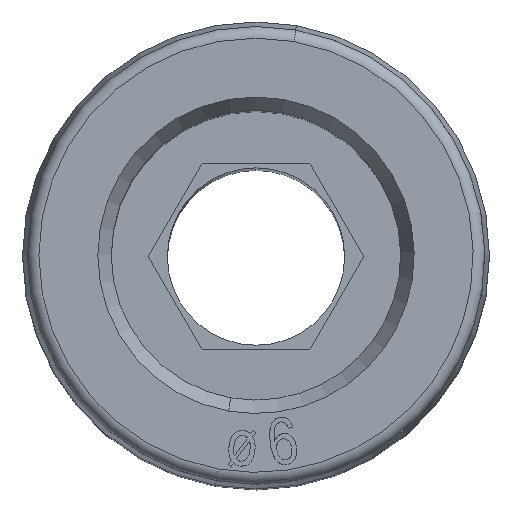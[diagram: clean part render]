
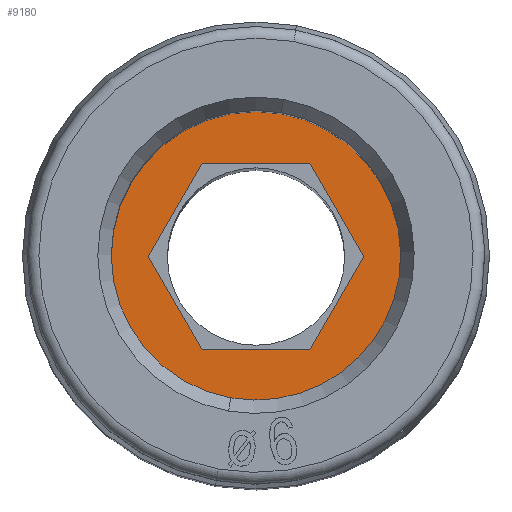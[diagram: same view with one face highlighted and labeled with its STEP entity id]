
A CAD part, top view. The second image highlights one B-rep face of the part: STEP entity #9180.
In plain terms, the highlighted planar face has unit normal (0, 0, 1).
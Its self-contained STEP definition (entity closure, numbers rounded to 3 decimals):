
#8440=CARTESIAN_POINT('',(4.405,3.085,33.5));
#8450=DIRECTION('',(0.,-0.,-1.));
#8460=DIRECTION('',(0.985,-0.174,0.));
#8470=AXIS2_PLACEMENT_3D('',#8440,#8450,#8460);
#8480=PLANE('',#8470);
#8490=CARTESIAN_POINT('',(-2.,0.,33.5));
#8500=DIRECTION('',(0.,-1.,0.));
#8510=VECTOR('',#8500,1.);
#8520=LINE('',#8490,#8510);
#8530=CARTESIAN_POINT('',(-2.,1.155,33.5));
#8540=VERTEX_POINT('',#8530);
#8550=CARTESIAN_POINT('',(-2.,-1.155,33.5));
#8560=VERTEX_POINT('',#8550);
#8570=EDGE_CURVE('',#8540,#8560,#8520,.T.);
#8580=ORIENTED_EDGE('',*,*,#8570,.F.);
#8590=CARTESIAN_POINT('',(0.,-2.309,33.5));
#8600=DIRECTION('',(0.866,-0.5,0.));
#8610=VECTOR('',#8600,1.);
#8620=LINE('',#8590,#8610);
#8630=CARTESIAN_POINT('',(0.,-2.309,33.5));
#8640=VERTEX_POINT('',#8630);
#8650=EDGE_CURVE('',#8560,#8640,#8620,.T.);
#8660=ORIENTED_EDGE('',*,*,#8650,.F.);
#8670=CARTESIAN_POINT('',(0.,-2.309,33.5));
#8680=DIRECTION('',(0.866,0.5,0.));
#8690=VECTOR('',#8680,1.);
#8700=LINE('',#8670,#8690);
#8710=CARTESIAN_POINT('',(2.,-1.155,33.5));
#8720=VERTEX_POINT('',#8710);
#8730=EDGE_CURVE('',#8640,#8720,#8700,.T.);
#8740=ORIENTED_EDGE('',*,*,#8730,.F.);
#8750=CARTESIAN_POINT('',(2.,0.,33.5));
#8760=DIRECTION('',(0.,1.,0.));
#8770=VECTOR('',#8760,1.);
#8780=LINE('',#8750,#8770);
#8790=CARTESIAN_POINT('',(2.,1.155,33.5));
#8800=VERTEX_POINT('',#8790);
#8810=EDGE_CURVE('',#8720,#8800,#8780,.T.);
#8820=ORIENTED_EDGE('',*,*,#8810,.F.);
#8830=CARTESIAN_POINT('',(0.,2.309,33.5));
#8840=DIRECTION('',(-0.866,0.5,0.));
#8850=VECTOR('',#8840,1.);
#8860=LINE('',#8830,#8850);
#8870=CARTESIAN_POINT('',(0.,2.309,33.5));
#8880=VERTEX_POINT('',#8870);
#8890=EDGE_CURVE('',#8800,#8880,#8860,.T.);
#8900=ORIENTED_EDGE('',*,*,#8890,.F.);
#8910=CARTESIAN_POINT('',(0.,2.309,33.5));
#8920=DIRECTION('',(-0.866,-0.5,0.));
#8930=VECTOR('',#8920,1.);
#8940=LINE('',#8910,#8930);
#8950=EDGE_CURVE('',#8880,#8540,#8940,.T.);
#8960=ORIENTED_EDGE('',*,*,#8950,.F.);
#8970=EDGE_LOOP('',(#8960,#8900,#8820,#8740,#8660,#8580));
#8980=FACE_BOUND('',#8970,.T.);
#8990=CARTESIAN_POINT('',(0.,0.,
33.5));
#9000=DIRECTION('',(0.,0.,-1.));
#9010=DIRECTION('',(0.985,-0.174,0.));
#9020=AXIS2_PLACEMENT_3D('',#8990,#9000,#9010);
#9030=CIRCLE('',#9020,3.1);
#9040=CARTESIAN_POINT('',(-0.469,-3.064,33.5));
#9050=VERTEX_POINT('',#9040);
#9060=CARTESIAN_POINT('',(-3.053,0.538,33.5));
#9070=VERTEX_POINT('',#9060);
#9080=EDGE_CURVE('',#9050,#9070,#9030,.T.);
#9090=ORIENTED_EDGE('',*,*,#9080,.F.);
#9100=CARTESIAN_POINT('',(3.053,-0.538,33.5));
#9110=VERTEX_POINT('',#9100);
#9120=EDGE_CURVE('',#9070,#9110,#9030,.T.);
#9130=ORIENTED_EDGE('',*,*,#9120,.F.);
#9140=EDGE_CURVE('',#9110,#9050,#9030,.T.);
#9150=ORIENTED_EDGE('',*,*,#9140,.F.);
#9160=EDGE_LOOP('',(#9150,#9130,#9090));
#9170=FACE_OUTER_BOUND('',#9160,.T.);
#9180=ADVANCED_FACE('',(#8980,#9170),#8480,.F.);
